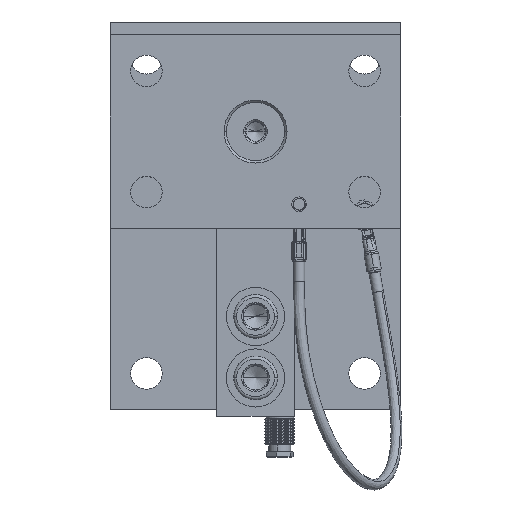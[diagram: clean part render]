
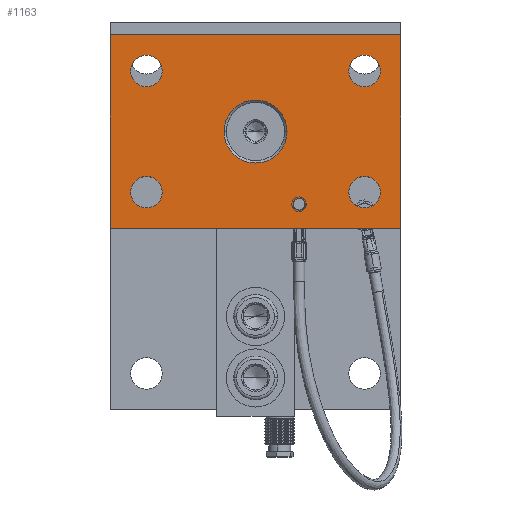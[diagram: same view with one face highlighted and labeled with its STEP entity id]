
A CAD part, top view. The second image highlights one B-rep face of the part: STEP entity #1163.
In plain terms, the highlighted planar face has unit normal (0, 0, 1).
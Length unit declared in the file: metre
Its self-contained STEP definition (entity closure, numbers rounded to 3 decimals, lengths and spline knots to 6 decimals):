
#1163=ADVANCED_FACE('226:72',(#1925,#1926,#1927,#1928,#1929,#1930,#1931),#1932,.T.);
#1925=FACE_OUTER_BOUND('',#9375,.T.);
#1926=FACE_BOUND('',#9376,.T.);
#1927=FACE_BOUND('',#9377,.T.);
#1928=FACE_BOUND('',#9378,.T.);
#1929=FACE_BOUND('',#9379,.T.);
#1930=FACE_BOUND('',#9380,.T.);
#1931=FACE_BOUND('',#9381,.T.);
#1932=PLANE('',#9382);
#9375=EDGE_LOOP('',(#11489,#11490,#11491,#11492));
#9376=EDGE_LOOP('',(#11493,#11494));
#9377=EDGE_LOOP('',(#11495,#11496));
#9378=EDGE_LOOP('',(#11497,#11498));
#9379=EDGE_LOOP('',(#11499,#11500));
#9380=EDGE_LOOP('',(#11501,#11502));
#9381=EDGE_LOOP('',(#11503,#11504));
#9382=AXIS2_PLACEMENT_3D('',#11505,#11506,#11507);
#11489=ORIENTED_EDGE('',*,*,#14229,.F.);
#11490=ORIENTED_EDGE('',*,*,#14230,.F.);
#11491=ORIENTED_EDGE('',*,*,#14231,.F.);
#11492=ORIENTED_EDGE('',*,*,#14232,.F.);
#11493=ORIENTED_EDGE('',*,*,#14233,.F.);
#11494=ORIENTED_EDGE('',*,*,#14197,.F.);
#11495=ORIENTED_EDGE('',*,*,#14234,.F.);
#11496=ORIENTED_EDGE('',*,*,#14193,.F.);
#11497=ORIENTED_EDGE('',*,*,#14235,.F.);
#11498=ORIENTED_EDGE('',*,*,#14201,.F.);
#11499=ORIENTED_EDGE('',*,*,#14236,.F.);
#11500=ORIENTED_EDGE('',*,*,#14205,.F.);
#11501=ORIENTED_EDGE('',*,*,#14211,.T.);
#11502=ORIENTED_EDGE('',*,*,#14237,.T.);
#11503=ORIENTED_EDGE('',*,*,#14227,.F.);
#11504=ORIENTED_EDGE('',*,*,#14228,.F.);
#11505=CARTESIAN_POINT('',(0.0,0.0,0.043));
#11506=DIRECTION('',(0.0,0.0,1.0));
#11507=DIRECTION('',(1.0,0.0,0.0));
#14193=EDGE_CURVE('226:93',#15655,#15658,#15659,.T.);
#14197=EDGE_CURVE('226:90',#15663,#15666,#15667,.T.);
#14201=EDGE_CURVE('226:96',#15671,#15674,#15675,.T.);
#14205=EDGE_CURVE('226:99',#15679,#15682,#15683,.T.);
#14211=EDGE_CURVE('227:323',#15688,#15692,#15694,.T.);
#14227=EDGE_CURVE('232:1512',#15722,#15719,#15724,.T.);
#14228=EDGE_CURVE('232:1512',#15719,#15722,#15725,.T.);
#14229=EDGE_CURVE('223:1618',#15726,#15727,#15728,.T.);
#14230=EDGE_CURVE('223:1648',#15729,#15726,#15730,.T.);
#14231=EDGE_CURVE('223:1639',#15731,#15729,#15732,.T.);
#14232=EDGE_CURVE('223:1630',#15727,#15731,#15733,.T.);
#14233=EDGE_CURVE('226:90',#15666,#15663,#15734,.T.);
#14234=EDGE_CURVE('226:93',#15658,#15655,#15735,.T.);
#14235=EDGE_CURVE('226:96',#15674,#15671,#15736,.T.);
#14236=EDGE_CURVE('226:99',#15682,#15679,#15737,.T.);
#14237=EDGE_CURVE('227:323',#15692,#15688,#15738,.T.);
#15655=VERTEX_POINT('',#18893);
#15658=VERTEX_POINT('',#18897);
#15659=CIRCLE('',#18898,0.0065);
#15663=VERTEX_POINT('',#18903);
#15666=VERTEX_POINT('',#18907);
#15667=CIRCLE('',#18908,0.0065);
#15671=VERTEX_POINT('',#18913);
#15674=VERTEX_POINT('',#18917);
#15675=CIRCLE('',#18918,0.0065);
#15679=VERTEX_POINT('',#18923);
#15682=VERTEX_POINT('',#18927);
#15683=CIRCLE('',#18928,0.0065);
#15688=VERTEX_POINT('',#18934);
#15692=VERTEX_POINT('',#18939);
#15694=CIRCLE('',#18942,0.0025);
#15719=VERTEX_POINT('',#18973);
#15722=VERTEX_POINT('',#18977);
#15724=CIRCLE('',#18980,0.013);
#15725=CIRCLE('',#18981,0.013);
#15726=VERTEX_POINT('',#18982);
#15727=VERTEX_POINT('',#18983);
#15728=LINE('',#18984,#18985);
#15729=VERTEX_POINT('',#18986);
#15730=LINE('',#18987,#18988);
#15731=VERTEX_POINT('',#18989);
#15732=LINE('',#18990,#18991);
#15733=LINE('',#18992,#18993);
#15734=CIRCLE('',#18994,0.0065);
#15735=CIRCLE('',#18995,0.0065);
#15736=CIRCLE('',#18996,0.0065);
#15737=CIRCLE('',#18997,0.0065);
#15738=CIRCLE('',#18998,0.0025);
#18893=CARTESIAN_POINT('',(-0.0515,0.025,0.043));
#18897=CARTESIAN_POINT('',(-0.0385,0.025,0.043));
#18898=AXIS2_PLACEMENT_3D('',#21254,#21255,#21256);
#18903=CARTESIAN_POINT('',(-0.0515,-0.025,0.043));
#18907=CARTESIAN_POINT('',(-0.0385,-0.025,0.043));
#18908=AXIS2_PLACEMENT_3D('',#21262,#21263,#21264);
#18913=CARTESIAN_POINT('',(0.0385,-0.025,0.043));
#18917=CARTESIAN_POINT('',(0.0515,-0.025,0.043));
#18918=AXIS2_PLACEMENT_3D('',#21270,#21271,#21272);
#18923=CARTESIAN_POINT('',(0.0385,0.025,0.043));
#18927=CARTESIAN_POINT('',(0.0515,0.025,0.043));
#18928=AXIS2_PLACEMENT_3D('',#21278,#21279,#21280);
#18934=CARTESIAN_POINT('',(0.0155,-0.03,0.043));
#18939=CARTESIAN_POINT('',(0.0205,-0.03,0.043));
#18942=AXIS2_PLACEMENT_3D('',#21290,#21291,#21292);
#18973=CARTESIAN_POINT('',(-0.013,0.,0.043));
#18977=CARTESIAN_POINT('',(0.013,0.,0.043));
#18980=AXIS2_PLACEMENT_3D('',#21322,#21323,#21324);
#18981=AXIS2_PLACEMENT_3D('',#21325,#21326,#21327);
#18982=CARTESIAN_POINT('',(-0.06,0.04,0.043));
#18983=CARTESIAN_POINT('',(0.06,0.04,0.043));
#18984=CARTESIAN_POINT('',(-0.06,0.04,0.043));
#18985=VECTOR('',#21328,1.0);
#18986=CARTESIAN_POINT('',(-0.06,-0.04,0.043));
#18987=CARTESIAN_POINT('',(-0.06,-0.04,0.043));
#18988=VECTOR('',#21329,1.0);
#18989=CARTESIAN_POINT('',(0.06,-0.04,0.043));
#18990=CARTESIAN_POINT('',(0.06,-0.04,0.043));
#18991=VECTOR('',#21330,1.0);
#18992=CARTESIAN_POINT('',(0.06,0.04,0.043));
#18993=VECTOR('',#21331,1.0);
#18994=AXIS2_PLACEMENT_3D('',#21332,#21333,#21334);
#18995=AXIS2_PLACEMENT_3D('',#21335,#21336,#21337);
#18996=AXIS2_PLACEMENT_3D('',#21338,#21339,#21340);
#18997=AXIS2_PLACEMENT_3D('',#21341,#21342,#21343);
#18998=AXIS2_PLACEMENT_3D('',#21344,#21345,#21346);
#21254=CARTESIAN_POINT('',(-0.045,0.025,0.043));
#21255=DIRECTION('',(0.0,0.0,1.0));
#21256=DIRECTION('',(1.0,0.0,0.0));
#21262=CARTESIAN_POINT('',(-0.045,-0.025,0.043));
#21263=DIRECTION('',(0.0,0.0,1.0));
#21264=DIRECTION('',(1.0,0.0,0.0));
#21270=CARTESIAN_POINT('',(0.045,-0.025,0.043));
#21271=DIRECTION('',(0.0,0.0,1.0));
#21272=DIRECTION('',(1.0,0.0,0.0));
#21278=CARTESIAN_POINT('',(0.045,0.025,0.043));
#21279=DIRECTION('',(0.0,0.0,1.0));
#21280=DIRECTION('',(1.0,0.0,0.0));
#21290=CARTESIAN_POINT('',(0.018,-0.03,0.043));
#21291=DIRECTION('',(-0.0,0.0,-1.0));
#21292=DIRECTION('',(-1.0,0.0,0.0));
#21322=CARTESIAN_POINT('',(0.,0.0,0.043));
#21323=DIRECTION('',(0.0,0.0,1.0));
#21324=DIRECTION('',(-1.0,0.0,0.0));
#21325=CARTESIAN_POINT('',(0.,0.0,0.043));
#21326=DIRECTION('',(0.0,0.0,1.0));
#21327=DIRECTION('',(-1.0,0.0,0.0));
#21328=DIRECTION('',(1.0,0.0,0.0));
#21329=DIRECTION('',(0.0,1.0,0.0));
#21330=DIRECTION('',(-1.0,0.0,0.0));
#21331=DIRECTION('',(0.0,-1.0,0.0));
#21332=CARTESIAN_POINT('',(-0.045,-0.025,0.043));
#21333=DIRECTION('',(0.0,0.0,1.0));
#21334=DIRECTION('',(1.0,0.0,0.0));
#21335=CARTESIAN_POINT('',(-0.045,0.025,0.043));
#21336=DIRECTION('',(0.0,0.0,1.0));
#21337=DIRECTION('',(1.0,0.0,0.0));
#21338=CARTESIAN_POINT('',(0.045,-0.025,0.043));
#21339=DIRECTION('',(0.0,0.0,1.0));
#21340=DIRECTION('',(1.0,0.0,0.0));
#21341=CARTESIAN_POINT('',(0.045,0.025,0.043));
#21342=DIRECTION('',(0.0,0.0,1.0));
#21343=DIRECTION('',(1.0,0.0,0.0));
#21344=CARTESIAN_POINT('',(0.018,-0.03,0.043));
#21345=DIRECTION('',(-0.0,0.0,-1.0));
#21346=DIRECTION('',(-1.0,0.0,0.0));
